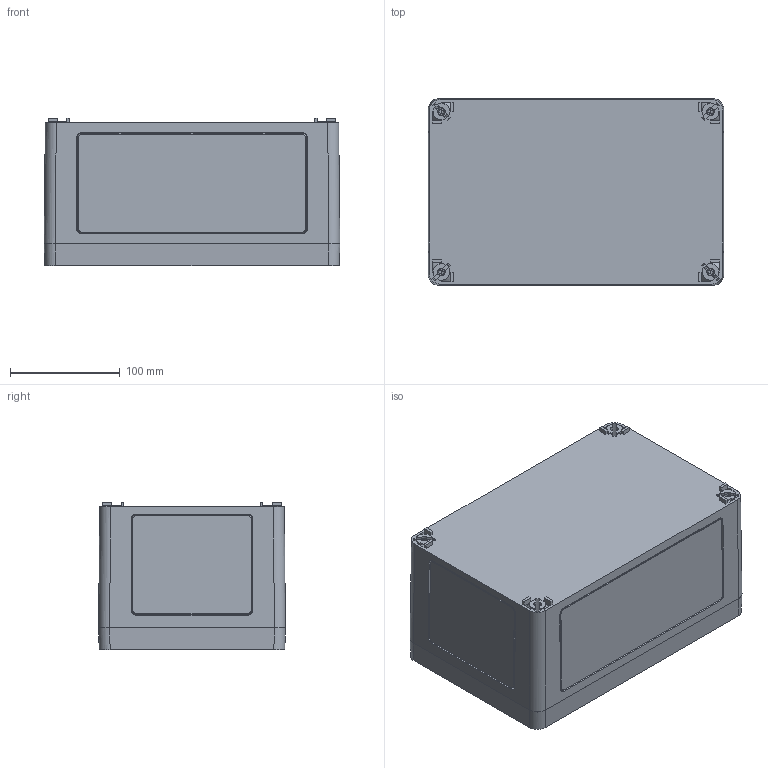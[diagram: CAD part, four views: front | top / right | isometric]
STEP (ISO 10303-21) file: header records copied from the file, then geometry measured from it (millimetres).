
FILE_DESCRIPTION (( 'STEP AP214' ), '1' );
FILE_NAME ('17031000.STEP', '2021-06-21T14:24:54', ( '' ), ( '' ), 'SwSTEP 2.0', 'SolidWorks 2020', '' );
FILE_SCHEMA (( 'AUTOMOTIVE_DESIGN' ));
Length unit declared in the file: millimetre
Products named in the file (5): 39103; 39221; 17031000; 39113; 39220
Assembly tree (10 placements, depth 2):
  17031000
    39103
    39113
    39220  x4
    39221  x4
Bounding box: 269 x 170 x 134 mm (x, y, z)
Volume: 843082.7 mm3; surface area: 503788.8 mm2
Topology: 16 solids, 16 shells, 1509 faces, 4004 edges, 2555 vertices
Faces by surface type: plane 905, cylinder 336, cone 164, torus 64, bspline 40
Full cylindrical faces by diameter (mm): 2 x8, 8 x24, 15.5 x4, 19 x8, 20 x4
Entity records: 36296 total; most frequent: CARTESIAN_POINT 8196, ORIENTED_EDGE 5904, DIRECTION 5630, EDGE_CURVE 2952, AXIS2_PLACEMENT_3D 1989, VERTEX_POINT 1919, LINE 1652, VECTOR 1652
